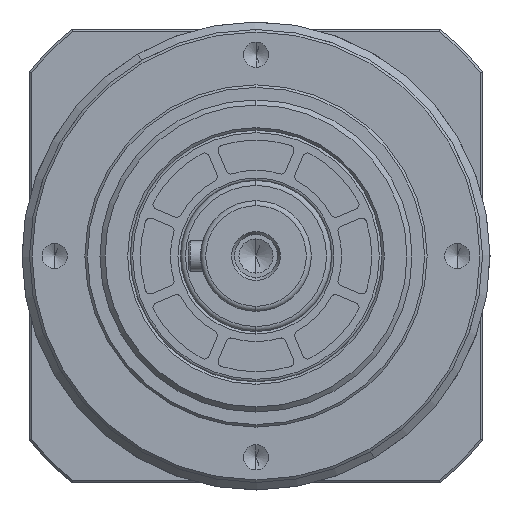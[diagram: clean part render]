
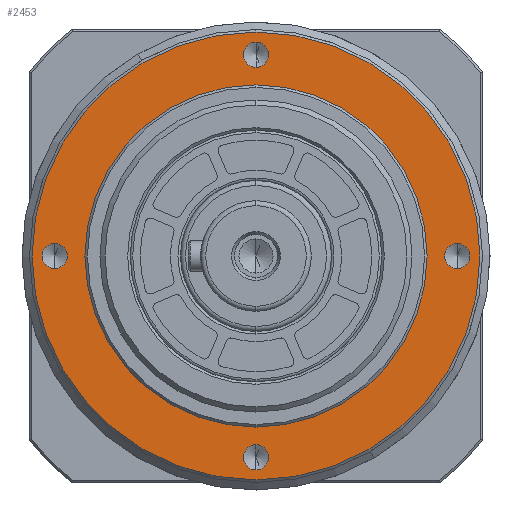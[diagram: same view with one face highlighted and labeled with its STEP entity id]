
A CAD part, left-side view. The second image highlights one B-rep face of the part: STEP entity #2453.
In plain terms, the highlighted face is planar.
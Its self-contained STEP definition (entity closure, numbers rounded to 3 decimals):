
#417 = CARTESIAN_POINT ( 'NONE',  ( 18., 0., -34. ) ) ;
#499 = DIRECTION ( 'NONE',  ( 1., 0., 0. ) ) ;
#540 = CIRCLE ( 'NONE', #13361, 2.5 ) ;
#843 = AXIS2_PLACEMENT_3D ( 'NONE', #11829, #3692, #13210 ) ;
#1034 = CARTESIAN_POINT ( 'NONE',  ( 18., 40., 0. ) ) ;
#1158 = CARTESIAN_POINT ( 'NONE',  ( 18., 0., 0. ) ) ;
#1196 = DIRECTION ( 'NONE',  ( 1., 0., 0. ) ) ;
#1223 = FACE_BOUND ( 'NONE', #11483, .T. ) ;
#1501 = VERTEX_POINT ( 'NONE', #4277 ) ;
#1531 = AXIS2_PLACEMENT_3D ( 'NONE', #12274, #4124, #13657 ) ;
#1568 = VERTEX_POINT ( 'NONE', #11204 ) ;
#1679 = CARTESIAN_POINT ( 'NONE',  ( 18., 0., -40. ) ) ;
#1743 = VERTEX_POINT ( 'NONE', #4986 ) ;
#2025 = CIRCLE ( 'NONE', #6758, 2.5 ) ;
#2197 = AXIS2_PLACEMENT_3D ( 'NONE', #1158, #10621, #2513 ) ;
#2352 = CARTESIAN_POINT ( 'NONE',  ( 18., 0., 0. ) ) ;
#2382 = DIRECTION ( 'NONE',  ( 0., 0., -1. ) ) ;
#2406 = AXIS2_PLACEMENT_3D ( 'NONE', #13418, #8007, #5692 ) ;
#2453 = ADVANCED_FACE ( 'NONE', ( #15245, #1223, #12038, #11599, #7971, #4384 ), #16827, .F. ) ;
#2513 = DIRECTION ( 'NONE',  ( 0., 0., 1. ) ) ;
#2578 = CARTESIAN_POINT ( 'NONE',  ( 18., -40., -2.5 ) ) ;
#2737 = ORIENTED_EDGE ( 'NONE', *, *, #8435, .F. ) ;
#2883 = EDGE_CURVE ( 'NONE', #13413, #1743, #6207, .T. ) ;
#3034 = DIRECTION ( 'NONE',  ( 0., 0., -1. ) ) ;
#3256 = CARTESIAN_POINT ( 'NONE',  ( 18., 0., 37.5 ) ) ;
#3322 = DIRECTION ( 'NONE',  ( 0., 0., 1. ) ) ;
#3448 = ORIENTED_EDGE ( 'NONE', *, *, #6657, .F. ) ;
#3651 = AXIS2_PLACEMENT_3D ( 'NONE', #2352, #11851, #3717 ) ;
#3692 = DIRECTION ( 'NONE',  ( -1., 0., 0. ) ) ;
#3717 = DIRECTION ( 'NONE',  ( 0., 0., 1. ) ) ;
#3887 = VERTEX_POINT ( 'NONE', #2578 ) ;
#3918 = EDGE_LOOP ( 'NONE', ( #9563, #6158 ) ) ;
#4124 = DIRECTION ( 'NONE',  ( -1., 0., 0. ) ) ;
#4277 = CARTESIAN_POINT ( 'NONE',  ( 18., 0., 42.5 ) ) ;
#4384 = FACE_BOUND ( 'NONE', #3918, .T. ) ;
#4986 = CARTESIAN_POINT ( 'NONE',  ( 18., 0., -42.5 ) ) ;
#5232 = VERTEX_POINT ( 'NONE', #10100 ) ;
#5389 = EDGE_CURVE ( 'NONE', #1568, #8430, #6873, .T. ) ;
#5514 = DIRECTION ( 'NONE',  ( 1., 0., 0. ) ) ;
#5692 = DIRECTION ( 'NONE',  ( 0., 0., -1. ) ) ;
#6080 = EDGE_LOOP ( 'NONE', ( #10969, #2737 ) ) ;
#6158 = ORIENTED_EDGE ( 'NONE', *, *, #6161, .T. ) ;
#6161 = EDGE_CURVE ( 'NONE', #13235, #12259, #15174, .T. ) ;
#6207 = CIRCLE ( 'NONE', #9392, 2.5 ) ;
#6396 = EDGE_LOOP ( 'NONE', ( #14110, #14083 ) ) ;
#6657 = EDGE_CURVE ( 'NONE', #11616, #1501, #2025, .T. ) ;
#6758 = AXIS2_PLACEMENT_3D ( 'NONE', #15633, #7445, #16991 ) ;
#6873 = CIRCLE ( 'NONE', #3651, 44.5 ) ;
#7160 = EDGE_CURVE ( 'NONE', #12259, #13235, #16716, .T. ) ;
#7445 = DIRECTION ( 'NONE',  ( 1., 0., 0. ) ) ;
#7760 = VERTEX_POINT ( 'NONE', #16361 ) ;
#7809 = CARTESIAN_POINT ( 'NONE',  ( 18., 40., 0. ) ) ;
#7848 = ORIENTED_EDGE ( 'NONE', *, *, #12540, .F. ) ;
#7971 = FACE_OUTER_BOUND ( 'NONE', #6396, .T. ) ;
#8007 = DIRECTION ( 'NONE',  ( 1., 0., 0. ) ) ;
#8430 = VERTEX_POINT ( 'NONE', #13146 ) ;
#8435 = EDGE_CURVE ( 'NONE', #5232, #13250, #540, .T. ) ;
#8436 = AXIS2_PLACEMENT_3D ( 'NONE', #1679, #11152, #3034 ) ;
#8594 = CARTESIAN_POINT ( 'NONE',  ( 18., 0., -40. ) ) ;
#8913 = CARTESIAN_POINT ( 'NONE',  ( 18., 0., -37.5 ) ) ;
#8975 = CIRCLE ( 'NONE', #13249, 2.5 ) ;
#9121 = ORIENTED_EDGE ( 'NONE', *, *, #12946, .F. ) ;
#9180 = DIRECTION ( 'NONE',  ( 0., 0., -1. ) ) ;
#9287 = CARTESIAN_POINT ( 'NONE',  ( 18., -40., 0. ) ) ;
#9392 = AXIS2_PLACEMENT_3D ( 'NONE', #8594, #499, #9952 ) ;
#9563 = ORIENTED_EDGE ( 'NONE', *, *, #7160, .T. ) ;
#9681 = AXIS2_PLACEMENT_3D ( 'NONE', #13677, #5514, #15036 ) ;
#9952 = DIRECTION ( 'NONE',  ( 0., 0., -1. ) ) ;
#10073 = CIRCLE ( 'NONE', #2197, 44.5 ) ;
#10100 = CARTESIAN_POINT ( 'NONE',  ( 18., 40., 2.5 ) ) ;
#10478 = CIRCLE ( 'NONE', #2406, 2.5 ) ;
#10483 = DIRECTION ( 'NONE',  ( 1., 0., 0. ) ) ;
#10484 = ORIENTED_EDGE ( 'NONE', *, *, #10625, .F. ) ;
#10621 = DIRECTION ( 'NONE',  ( 1., 0., 0. ) ) ;
#10625 = EDGE_CURVE ( 'NONE', #1743, #13413, #11620, .T. ) ;
#10658 = DIRECTION ( 'NONE',  ( 0., 0., -1. ) ) ;
#10913 = CIRCLE ( 'NONE', #12785, 2.5 ) ;
#10969 = ORIENTED_EDGE ( 'NONE', *, *, #16928, .F. ) ;
#11023 = ORIENTED_EDGE ( 'NONE', *, *, #17093, .F. ) ;
#11152 = DIRECTION ( 'NONE',  ( 1., 0., 0. ) ) ;
#11204 = CARTESIAN_POINT ( 'NONE',  ( 18., 0., 44.5 ) ) ;
#11445 = DIRECTION ( 'NONE',  ( -1., 0., 0. ) ) ;
#11483 = EDGE_LOOP ( 'NONE', ( #9121, #11023 ) ) ;
#11599 = FACE_BOUND ( 'NONE', #6080, .T. ) ;
#11616 = VERTEX_POINT ( 'NONE', #3256 ) ;
#11620 = CIRCLE ( 'NONE', #8436, 2.5 ) ;
#11671 = EDGE_LOOP ( 'NONE', ( #10484, #12030 ) ) ;
#11829 = CARTESIAN_POINT ( 'NONE',  ( 18., 0., 0. ) ) ;
#11851 = DIRECTION ( 'NONE',  ( 1., 0., 0. ) ) ;
#12030 = ORIENTED_EDGE ( 'NONE', *, *, #2883, .F. ) ;
#12038 = FACE_BOUND ( 'NONE', #11671, .T. ) ;
#12259 = VERTEX_POINT ( 'NONE', #14074 ) ;
#12274 = CARTESIAN_POINT ( 'NONE',  ( 18., 0., 0. ) ) ;
#12540 = EDGE_CURVE ( 'NONE', #1501, #11616, #10478, .T. ) ;
#12785 = AXIS2_PLACEMENT_3D ( 'NONE', #7809, #17373, #9180 ) ;
#12946 = EDGE_CURVE ( 'NONE', #3887, #7760, #8975, .T. ) ;
#13146 = CARTESIAN_POINT ( 'NONE',  ( 18., 0., -44.5 ) ) ;
#13210 = DIRECTION ( 'NONE',  ( 0., 0., 1. ) ) ;
#13235 = VERTEX_POINT ( 'NONE', #417 ) ;
#13249 = AXIS2_PLACEMENT_3D ( 'NONE', #9287, #1196, #10658 ) ;
#13250 = VERTEX_POINT ( 'NONE', #15384 ) ;
#13281 = EDGE_LOOP ( 'NONE', ( #3448, #7848 ) ) ;
#13304 = CIRCLE ( 'NONE', #9681, 2.5 ) ;
#13361 = AXIS2_PLACEMENT_3D ( 'NONE', #1034, #10483, #2382 ) ;
#13413 = VERTEX_POINT ( 'NONE', #8913 ) ;
#13418 = CARTESIAN_POINT ( 'NONE',  ( 18., 0., 40. ) ) ;
#13657 = DIRECTION ( 'NONE',  ( 0., 0., 1. ) ) ;
#13677 = CARTESIAN_POINT ( 'NONE',  ( 18., -40., 0. ) ) ;
#14074 = CARTESIAN_POINT ( 'NONE',  ( 18., 0., 34. ) ) ;
#14083 = ORIENTED_EDGE ( 'NONE', *, *, #16436, .T. ) ;
#14110 = ORIENTED_EDGE ( 'NONE', *, *, #5389, .T. ) ;
#15036 = DIRECTION ( 'NONE',  ( 0., 0., -1. ) ) ;
#15174 = CIRCLE ( 'NONE', #843, 34. ) ;
#15245 = FACE_BOUND ( 'NONE', #13281, .T. ) ;
#15384 = CARTESIAN_POINT ( 'NONE',  ( 18., 40., -2.5 ) ) ;
#15633 = CARTESIAN_POINT ( 'NONE',  ( 18., 0., 40. ) ) ;
#16361 = CARTESIAN_POINT ( 'NONE',  ( 18., -40., 2.5 ) ) ;
#16436 = EDGE_CURVE ( 'NONE', #8430, #1568, #10073, .T. ) ;
#16716 = CIRCLE ( 'NONE', #1531, 34. ) ;
#16827 = PLANE ( 'NONE',  #17415 ) ;
#16883 = CARTESIAN_POINT ( 'NONE',  ( 18., 45., 0. ) ) ;
#16928 = EDGE_CURVE ( 'NONE', #13250, #5232, #10913, .T. ) ;
#16991 = DIRECTION ( 'NONE',  ( 0., 0., -1. ) ) ;
#17093 = EDGE_CURVE ( 'NONE', #7760, #3887, #13304, .T. ) ;
#17373 = DIRECTION ( 'NONE',  ( 1., 0., 0. ) ) ;
#17415 = AXIS2_PLACEMENT_3D ( 'NONE', #16883, #11445, #3322 ) ;
